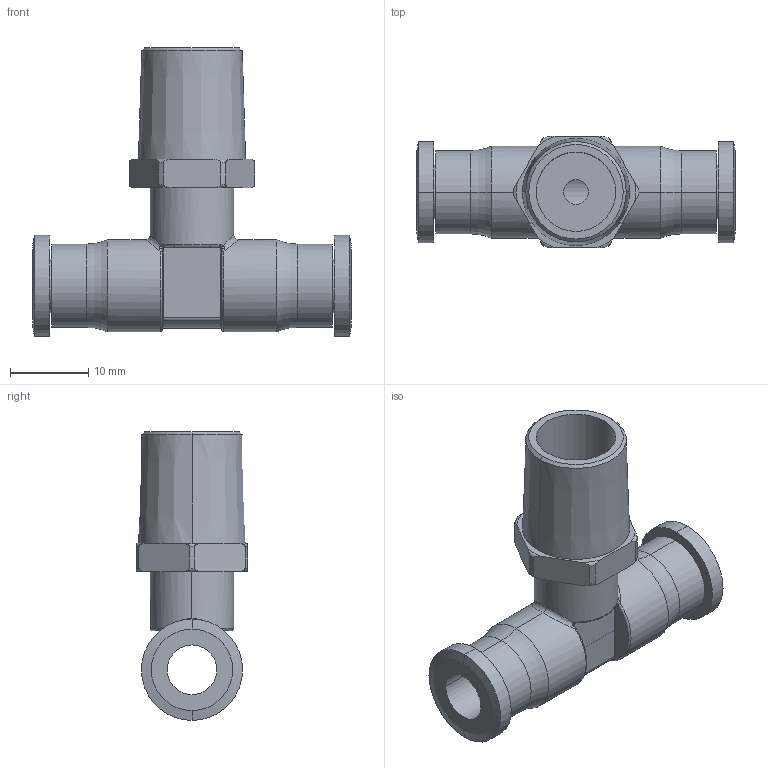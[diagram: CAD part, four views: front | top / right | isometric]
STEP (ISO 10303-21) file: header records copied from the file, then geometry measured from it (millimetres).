
FILE_DESCRIPTION((''),'2;1');
FILE_NAME('ILCP3022200','2006-11-21T',('KR'),(''),'PRO/ENGINEER BY PARAMETRIC TECHNOLOGY CORPORATION, 2005180','PRO/ENGINEER BY PARAMETRIC TECHNOLOGY CORPORATION, 2005180','');
FILE_SCHEMA(('AUTOMOTIVE_DESIGN_CC2 { 1 2 10303 214 -1 1 5 2 }'));
Length unit declared in the file: inch
Products named in the file (1): ILCP3022200
Bounding box: 40.79 x 14.3 x 36.96 mm (x, y, z)
Volume: 4496.9 mm3; surface area: 4626.5 mm2
Topology: 1 solids, 1 shells, 131 faces, 308 edges, 186 vertices
Faces by surface type: cylinder 43, torus 30, bspline 28, plane 22, cone 8
Entity records: 5112 total; most frequent: CARTESIAN_POINT 2130, ORIENTED_EDGE 616, DIRECTION 586, EDGE_CURVE 308, AXIS2_PLACEMENT_3D 255, VERTEX_POINT 186, CIRCLE 152, EDGE_LOOP 142
